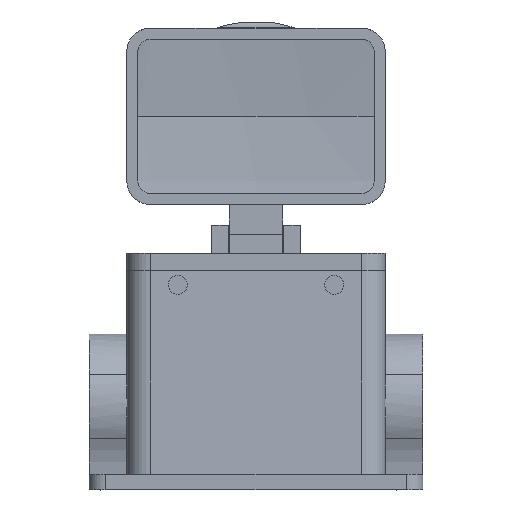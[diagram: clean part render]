
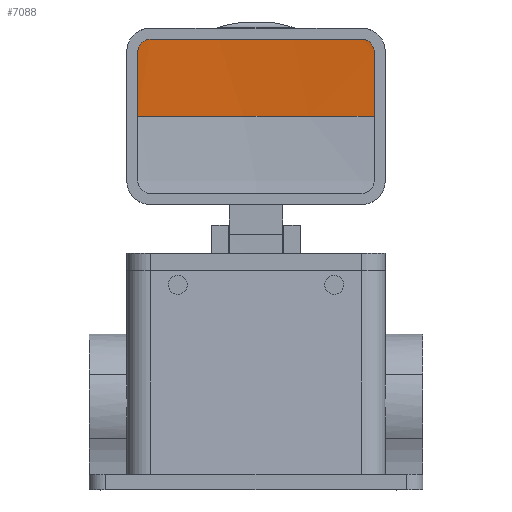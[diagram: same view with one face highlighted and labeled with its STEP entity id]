
A CAD part, left-side view. The second image highlights one B-rep face of the part: STEP entity #7088.
In plain terms, the highlighted face is a revolution surface.
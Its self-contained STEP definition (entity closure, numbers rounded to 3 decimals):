
#6634=CARTESIAN_POINT('Control Point',(83.302,41.09,143.1)) ;
#6635=CARTESIAN_POINT('Control Point',(83.398,45.853,143.1)) ;
#6636=CARTESIAN_POINT('Control Point',(83.447,50.617,143.1)) ;
#6637=CARTESIAN_POINT('Control Point',(83.447,55.383,143.1)) ;
#6638=CARTESIAN_POINT('Control Point',(83.398,60.147,143.1)) ;
#6639=CARTESIAN_POINT('Control Point',(83.302,64.91,143.1)) ;
#6640=CARTESIAN_POINT('Vertex',(83.302,41.09,143.1)) ;
#6642=CARTESIAN_POINT('Vertex',(83.302,64.91,143.1)) ;
#6646=CARTESIAN_POINT('Control Point',(82.467,19.5,143.1)) ;
#6647=CARTESIAN_POINT('Control Point',(82.714,23.814,143.1)) ;
#6648=CARTESIAN_POINT('Control Point',(82.92,28.131,143.1)) ;
#6649=CARTESIAN_POINT('Control Point',(83.087,32.45,143.1)) ;
#6650=CARTESIAN_POINT('Control Point',(83.214,36.77,143.1)) ;
#6651=CARTESIAN_POINT('Control Point',(83.302,41.09,143.1)) ;
#6652=CARTESIAN_POINT('Vertex',(82.467,19.5,143.1)) ;
#6664=CARTESIAN_POINT('Vertex',(82.467,86.5,143.1)) ;
#6668=CARTESIAN_POINT('Control Point',(83.302,64.91,143.1)) ;
#6669=CARTESIAN_POINT('Control Point',(83.214,69.23,143.1)) ;
#6670=CARTESIAN_POINT('Control Point',(83.087,73.55,143.1)) ;
#6671=CARTESIAN_POINT('Control Point',(82.92,77.869,143.1)) ;
#6672=CARTESIAN_POINT('Control Point',(82.714,82.186,143.1)) ;
#6673=CARTESIAN_POINT('Control Point',(82.467,86.5,143.1)) ;
#6692=CARTESIAN_POINT('Control Point',(82.467,19.5,143.1)) ;
#6693=CARTESIAN_POINT('Control Point',(82.422,18.715,143.1)) ;
#6694=CARTESIAN_POINT('Control Point',(82.412,17.927,142.894)) ;
#6695=CARTESIAN_POINT('Control Point',(82.439,17.226,142.483)) ;
#6696=CARTESIAN_POINT('Control Point',(82.496,16.672,141.928)) ;
#6697=CARTESIAN_POINT('Vertex',(82.496,16.672,141.928)) ;
#6718=CARTESIAN_POINT('Control Point',(82.496,16.672,141.928)) ;
#6719=CARTESIAN_POINT('Control Point',(82.553,16.114,141.371)) ;
#6720=CARTESIAN_POINT('Control Point',(82.639,15.705,140.668)) ;
#6721=CARTESIAN_POINT('Control Point',(82.744,15.5,139.883)) ;
#6722=CARTESIAN_POINT('Control Point',(82.857,15.5,139.1)) ;
#6723=CARTESIAN_POINT('Vertex',(82.857,15.5,139.1)) ;
#6751=CARTESIAN_POINT('Control Point',(82.857,15.5,139.1)) ;
#6752=CARTESIAN_POINT('Control Point',(83.441,15.5,135.028)) ;
#6753=CARTESIAN_POINT('Control Point',(83.88,15.5,130.935)) ;
#6754=CARTESIAN_POINT('Control Point',(84.173,15.5,126.828)) ;
#6755=CARTESIAN_POINT('Control Point',(84.32,15.5,122.714)) ;
#6756=CARTESIAN_POINT('Control Point',(84.32,15.5,118.6)) ;
#6757=CARTESIAN_POINT('Vertex',(84.32,15.5,118.6)) ;
#6919=CARTESIAN_POINT('Vertex',(84.32,90.5,118.6)) ;
#6923=CARTESIAN_POINT('Control Point',(84.32,90.5,118.6)) ;
#6924=CARTESIAN_POINT('Control Point',(84.32,90.5,122.714)) ;
#6925=CARTESIAN_POINT('Control Point',(84.173,90.5,126.828)) ;
#6926=CARTESIAN_POINT('Control Point',(83.88,90.5,130.935)) ;
#6927=CARTESIAN_POINT('Control Point',(83.441,90.5,135.028)) ;
#6928=CARTESIAN_POINT('Control Point',(82.857,90.5,139.1)) ;
#6929=CARTESIAN_POINT('Vertex',(82.857,90.5,139.1)) ;
#6951=CARTESIAN_POINT('Control Point',(82.857,90.5,139.1)) ;
#6952=CARTESIAN_POINT('Control Point',(82.744,90.5,139.883)) ;
#6953=CARTESIAN_POINT('Control Point',(82.639,90.295,140.668)) ;
#6954=CARTESIAN_POINT('Control Point',(82.553,89.886,141.371)) ;
#6955=CARTESIAN_POINT('Control Point',(82.496,89.328,141.928)) ;
#6956=CARTESIAN_POINT('Vertex',(82.496,89.328,141.928)) ;
#6977=CARTESIAN_POINT('Control Point',(82.496,89.328,141.928)) ;
#6978=CARTESIAN_POINT('Control Point',(82.439,88.774,142.483)) ;
#6979=CARTESIAN_POINT('Control Point',(82.412,88.073,142.894)) ;
#6980=CARTESIAN_POINT('Control Point',(82.422,87.285,143.1)) ;
#6981=CARTESIAN_POINT('Control Point',(82.467,86.5,143.1)) ;
#7062=CARTESIAN_POINT('Control Point',(84.313,90.617,118.6)) ;
#7063=CARTESIAN_POINT('Control Point',(85.893,65.609,118.6)) ;
#7064=CARTESIAN_POINT('Control Point',(85.895,40.502,118.6)) ;
#7065=CARTESIAN_POINT('Control Point',(84.32,15.494,118.6)) ;
#7066=CARTESIAN_POINT('Axis1P Location',(-60.,53.,118.6)) ;
#7071=CARTESIAN_POINT('Control Point',(84.32,90.5,118.6)) ;
#7072=CARTESIAN_POINT('Control Point',(85.893,65.533,118.6)) ;
#7073=CARTESIAN_POINT('Control Point',(85.893,40.467,118.6)) ;
#7074=CARTESIAN_POINT('Control Point',(84.32,15.5,118.6)) ;
#7067=DIRECTION('Axis1P Direction',(0.,1.,0.)) ;
#7068=AXIS1_PLACEMENT('Revolution Surface Axis1P',#7066,#7067) ;
#7077=ORIENTED_EDGE('',*,*,#6759,.F.) ;
#7078=ORIENTED_EDGE('',*,*,#6725,.F.) ;
#7079=ORIENTED_EDGE('',*,*,#6699,.F.) ;
#7080=ORIENTED_EDGE('',*,*,#6654,.T.) ;
#7081=ORIENTED_EDGE('',*,*,#6644,.T.) ;
#7082=ORIENTED_EDGE('',*,*,#6674,.T.) ;
#7083=ORIENTED_EDGE('',*,*,#6982,.F.) ;
#7084=ORIENTED_EDGE('',*,*,#6958,.F.) ;
#7085=ORIENTED_EDGE('',*,*,#6931,.F.) ;
#7086=ORIENTED_EDGE('',*,*,#7075,.T.) ;
#7088=ADVANCED_FACE('Housing',(#7087),#7069,.T.) ;
#6633=B_SPLINE_CURVE_WITH_KNOTS('',5,(#6634,#6635,#6636,#6637,#6638,#6639),.UNSPECIFIED.,.F.,.U.,(6,6),(0.,33.689),.UNSPECIFIED.) ;
#6645=B_SPLINE_CURVE_WITH_KNOTS('',5,(#6646,#6647,#6648,#6649,#6650,#6651),.UNSPECIFIED.,.F.,.U.,(6,6),(0.,30.557),.UNSPECIFIED.) ;
#6667=B_SPLINE_CURVE_WITH_KNOTS('',5,(#6668,#6669,#6670,#6671,#6672,#6673),.UNSPECIFIED.,.F.,.U.,(6,6),(0.,30.557),.UNSPECIFIED.) ;
#6691=B_SPLINE_CURVE_WITH_KNOTS('',4,(#6692,#6693,#6694,#6695,#6696),.UNSPECIFIED.,.F.,.U.,(5,5),(0.,4.569),.UNSPECIFIED.) ;
#6717=B_SPLINE_CURVE_WITH_KNOTS('',4,(#6718,#6719,#6720,#6721,#6722),.UNSPECIFIED.,.F.,.U.,(5,5),(0.,4.597),.UNSPECIFIED.) ;
#6750=B_SPLINE_CURVE_WITH_KNOTS('',5,(#6751,#6752,#6753,#6754,#6755,#6756),.UNSPECIFIED.,.F.,.U.,(6,6),(0.,29.123),.UNSPECIFIED.) ;
#6922=B_SPLINE_CURVE_WITH_KNOTS('',5,(#6923,#6924,#6925,#6926,#6927,#6928),.UNSPECIFIED.,.F.,.U.,(6,6),(29.123,58.245),.UNSPECIFIED.) ;
#6950=B_SPLINE_CURVE_WITH_KNOTS('',4,(#6951,#6952,#6953,#6954,#6955),.UNSPECIFIED.,.F.,.U.,(5,5),(0.,4.597),.UNSPECIFIED.) ;
#6976=B_SPLINE_CURVE_WITH_KNOTS('',4,(#6977,#6978,#6979,#6980,#6981),.UNSPECIFIED.,.F.,.U.,(5,5),(0.,4.569),.UNSPECIFIED.) ;
#7061=B_SPLINE_CURVE_WITH_KNOTS('',3,(#7062,#7063,#7064,#7065),.UNSPECIFIED.,.F.,.U.,(4,4),(904.615,979.837),.UNSPECIFIED.) ;
#7070=B_SPLINE_CURVE_WITH_KNOTS('',3,(#7071,#7072,#7073,#7074),.UNSPECIFIED.,.F.,.U.,(4,4),(904.732,979.831),.UNSPECIFIED.) ;
#6644=EDGE_CURVE('',#6641,#6643,#6633,.T.) ;
#6654=EDGE_CURVE('',#6653,#6641,#6645,.T.) ;
#6674=EDGE_CURVE('',#6643,#6665,#6667,.T.) ;
#6699=EDGE_CURVE('',#6653,#6698,#6691,.T.) ;
#6725=EDGE_CURVE('',#6698,#6724,#6717,.T.) ;
#6759=EDGE_CURVE('',#6724,#6758,#6750,.T.) ;
#6931=EDGE_CURVE('',#6920,#6930,#6922,.T.) ;
#6958=EDGE_CURVE('',#6930,#6957,#6950,.T.) ;
#6982=EDGE_CURVE('',#6957,#6665,#6976,.T.) ;
#7075=EDGE_CURVE('',#6920,#6758,#7070,.T.) ;
#7076=EDGE_LOOP('',(#7077,#7078,#7079,#7080,#7081,#7082,#7083,#7084,#7085,#7086)) ;
#7087=FACE_OUTER_BOUND('',#7076,.T.) ;
#7069=SURFACE_OF_REVOLUTION('Surface of Revolution',#7061,#7068) ;
#6641=VERTEX_POINT('',#6640) ;
#6643=VERTEX_POINT('',#6642) ;
#6653=VERTEX_POINT('',#6652) ;
#6665=VERTEX_POINT('',#6664) ;
#6698=VERTEX_POINT('',#6697) ;
#6724=VERTEX_POINT('',#6723) ;
#6758=VERTEX_POINT('',#6757) ;
#6920=VERTEX_POINT('',#6919) ;
#6930=VERTEX_POINT('',#6929) ;
#6957=VERTEX_POINT('',#6956) ;
